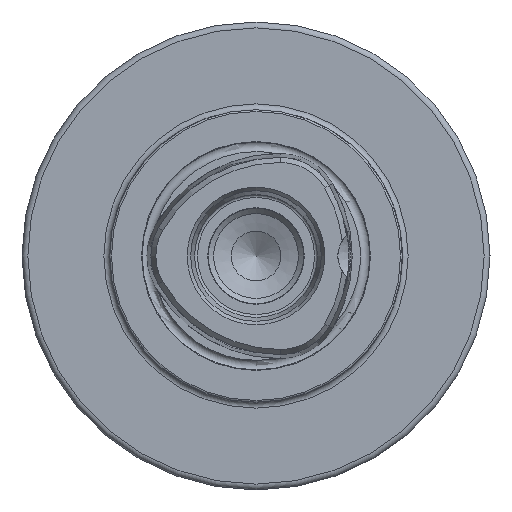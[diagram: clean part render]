
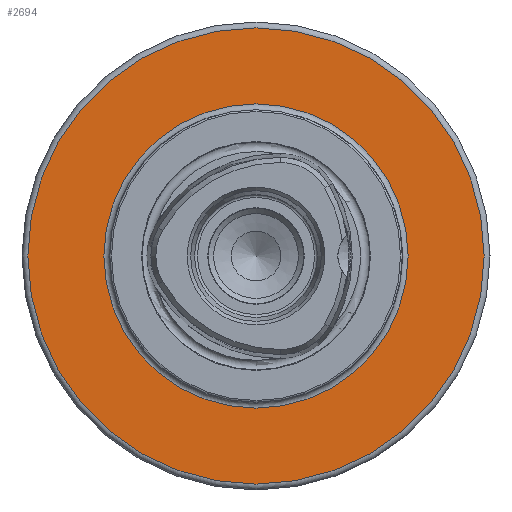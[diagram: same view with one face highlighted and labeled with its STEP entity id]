
A CAD part, left-side view. The second image highlights one B-rep face of the part: STEP entity #2694.
In plain terms, the highlighted planar face has unit normal (-1, 0, 0).
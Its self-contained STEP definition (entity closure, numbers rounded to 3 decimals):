
#169 = CIRCLE ( 'NONE', #1150, 39. ) ;
#276 = AXIS2_PLACEMENT_3D ( 'NONE', #406, #2284, #2892 ) ;
#284 = PLANE ( 'NONE',  #2364 ) ;
#406 = CARTESIAN_POINT ( 'NONE',  ( 21., 0., 0. ) ) ;
#477 = CARTESIAN_POINT ( 'NONE',  ( 21., 0., -39. ) ) ;
#489 = DIRECTION ( 'NONE',  ( 0., 0., 1. ) ) ;
#639 = CARTESIAN_POINT ( 'NONE',  ( 21., 0., 0. ) ) ;
#853 = ORIENTED_EDGE ( 'NONE', *, *, #1143, .T. ) ;
#929 = CARTESIAN_POINT ( 'NONE',  ( 21., 0., -26. ) ) ;
#982 = EDGE_CURVE ( 'NONE', #2397, #2397, #169, .T. ) ;
#1143 = EDGE_CURVE ( 'NONE', #1397, #1397, #2585, .T. ) ;
#1150 = AXIS2_PLACEMENT_3D ( 'NONE', #639, #1588, #2230 ) ;
#1397 = VERTEX_POINT ( 'NONE', #929 ) ;
#1588 = DIRECTION ( 'NONE',  ( 1., 0., 0. ) ) ;
#1684 = FACE_OUTER_BOUND ( 'NONE', #2788, .T. ) ;
#1733 = ORIENTED_EDGE ( 'NONE', *, *, #982, .F. ) ;
#1887 = CARTESIAN_POINT ( 'NONE',  ( 21., 39., 0. ) ) ;
#2127 = DIRECTION ( 'NONE',  ( -1., 0., 0. ) ) ;
#2230 = DIRECTION ( 'NONE',  ( 0., 0., -1. ) ) ;
#2284 = DIRECTION ( 'NONE',  ( 1., 0., 0. ) ) ;
#2328 = FACE_BOUND ( 'NONE', #2687, .T. ) ;
#2364 = AXIS2_PLACEMENT_3D ( 'NONE', #1887, #2127, #489 ) ;
#2397 = VERTEX_POINT ( 'NONE', #477 ) ;
#2585 = CIRCLE ( 'NONE', #276, 26. ) ;
#2687 = EDGE_LOOP ( 'NONE', ( #853 ) ) ;
#2694 = ADVANCED_FACE ( 'NONE', ( #2328, #1684 ), #284, .T. ) ;
#2788 = EDGE_LOOP ( 'NONE', ( #1733 ) ) ;
#2892 = DIRECTION ( 'NONE',  ( 0., 0., -1. ) ) ;
